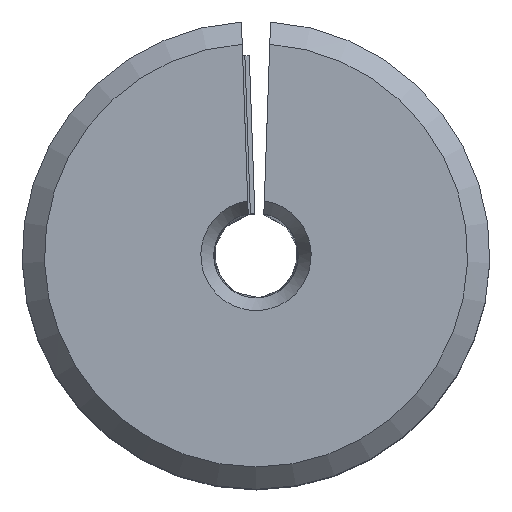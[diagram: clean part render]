
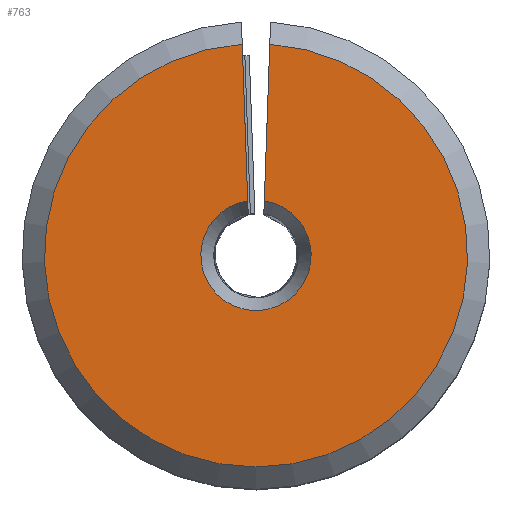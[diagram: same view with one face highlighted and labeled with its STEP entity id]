
A CAD part, top view. The second image highlights one B-rep face of the part: STEP entity #763.
In plain terms, the highlighted planar face has unit normal (0, 0, 1).
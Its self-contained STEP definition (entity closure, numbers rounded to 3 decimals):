
#570=PLANE('',#3281);
#669=FACE_OUTER_BOUND('',#911,.T.);
#763=ADVANCED_FACE('',(#669),#570,.T.);
#911=EDGE_LOOP('',(#1168,#1169,#1170,#1171));
#1168=ORIENTED_EDGE('',*,*,#1904,.F.);
#1169=ORIENTED_EDGE('',*,*,#1905,.T.);
#1170=ORIENTED_EDGE('',*,*,#1906,.F.);
#1171=ORIENTED_EDGE('',*,*,#1901,.F.);
#1678=VERTEX_POINT('',#4829);
#1680=VERTEX_POINT('',#4832);
#1682=VERTEX_POINT('',#4842);
#1683=VERTEX_POINT('',#4844);
#1901=EDGE_CURVE('',#1678,#1680,#2169,.T.);
#1904=EDGE_CURVE('',#1682,#1678,#2583,.T.);
#1905=EDGE_CURVE('',#1682,#1683,#2171,.T.);
#1906=EDGE_CURVE('',#1680,#1683,#2584,.T.);
#2169=CIRCLE('',#3278,2.477);
#2171=CIRCLE('',#3280,9.5);
#2583=LINE('',#4841,#2819);
#2584=LINE('',#4845,#2820);
#2819=VECTOR('',#3631,1.);
#2820=VECTOR('',#3634,1.);
#3278=AXIS2_PLACEMENT_3D('',#4831,#3626,#3627);
#3280=AXIS2_PLACEMENT_3D('',#4843,#3632,#3633);
#3281=AXIS2_PLACEMENT_3D('',#4846,#3635,#3636);
#3626=DIRECTION('',(0.,0.,1.));
#3627=DIRECTION('',(-0.15,0.989,0.));
#3631=DIRECTION('',(0.035,-0.999,0.));
#3632=DIRECTION('',(0.,0.,1.));
#3633=DIRECTION('',(-0.065,0.998,0.));
#3634=DIRECTION('',(0.035,0.999,0.));
#3635=DIRECTION('',(0.,0.,1.));
#3636=DIRECTION('',(1.,0.,0.));
#4829=CARTESIAN_POINT('',(-0.373,2.449,20.));
#4831=CARTESIAN_POINT('',(0.,0.,20.));
#4832=CARTESIAN_POINT('',(0.373,2.449,20.));
#4841=CARTESIAN_POINT('',(-0.618,9.48,20.));
#4842=CARTESIAN_POINT('',(-0.618,9.48,20.));
#4843=CARTESIAN_POINT('',(0.,0.,20.));
#4844=CARTESIAN_POINT('',(0.618,9.48,20.));
#4845=CARTESIAN_POINT('',(0.373,2.449,20.));
#4846=CARTESIAN_POINT('',(-10.444,-10.449,20.));
